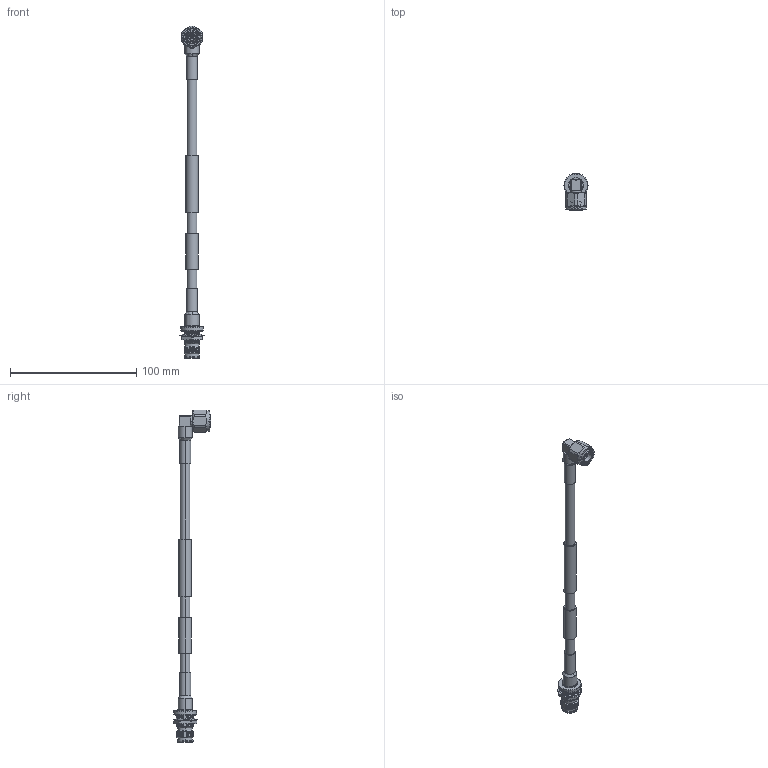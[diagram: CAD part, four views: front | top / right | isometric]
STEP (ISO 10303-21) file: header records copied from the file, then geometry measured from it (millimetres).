
FILE_DESCRIPTION (( 'STEP AP214' ), '1' );
FILE_NAME ('PE3C7862.step', '2021-02-09T19:22:13', ( '' ), ( '' ), 'SwSTEP 2.0', 'SolidWorks 2018', '' );
FILE_SCHEMA (( 'AUTOMOTIVE_DESIGN' ));
Length unit declared in the file: inch
Products named in the file (5): PE3C7862; PE-1/4SFHC^PE3C7862; PE45676^PE3C7862; PE45674^PE3C7862; Heat Shrink^PE3C7862
Assembly tree (5 placements, depth 2):
  PE3C7862
    PE-1/4SFHC^PE3C7862
    Heat Shrink^PE3C7862  x2
    PE45676^PE3C7862
    PE45674^PE3C7862
Bounding box: 19.05 x 29.93 x 262.57 mm (x, y, z)
Volume: 20468.3 mm3; surface area: 13343.7 mm2
Topology: 8 solids, 8 shells, 547 faces, 1467 edges, 957 vertices
Faces by surface type: cylinder 165, bspline 153, plane 126, cone 80, torus 23
Entity records: 53772 total; most frequent: CARTESIAN_POINT 41767, ORIENTED_EDGE 2894, DIRECTION 1951, EDGE_CURVE 1447, VERTEX_POINT 945, AXIS2_PLACEMENT_3D 789, EDGE_LOOP 574, FACE_OUTER_BOUND 539
